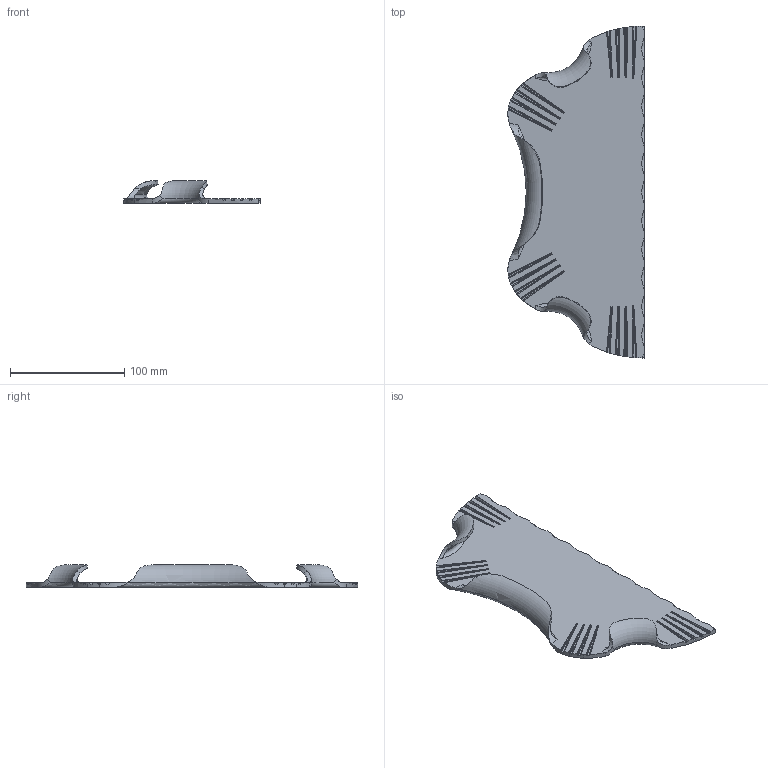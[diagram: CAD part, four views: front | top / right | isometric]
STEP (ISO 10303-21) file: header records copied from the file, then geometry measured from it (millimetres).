
FILE_DESCRIPTION (( 'STEP AP203' ), '1' );
FILE_NAME ('3842.step', '2021-11-25T13:01:15', ( '' ), ( '' ), 'SwSTEP 2.0', 'SolidWorks 2018', '' );
FILE_SCHEMA (( 'CONFIG_CONTROL_DESIGN' ));
Length unit declared in the file: millimetre
Products named in the file (2): 3842
Bounding box: 119.06 x 290 x 20 mm (x, y, z)
Volume: 119731.8 mm3; surface area: 64569.1 mm2
Topology: 1 solids, 1 shells, 400 faces, 1164 edges, 760 vertices
Faces by surface type: plane 163, cylinder 112, bspline 97, torus 25, cone 3
Entity records: 18184 total; most frequent: CARTESIAN_POINT 8968, ORIENTED_EDGE 2280, DIRECTION 1342, EDGE_CURVE 1140, VERTEX_POINT 760, VECTOR 564, LINE 564, EDGE_LOOP 418
